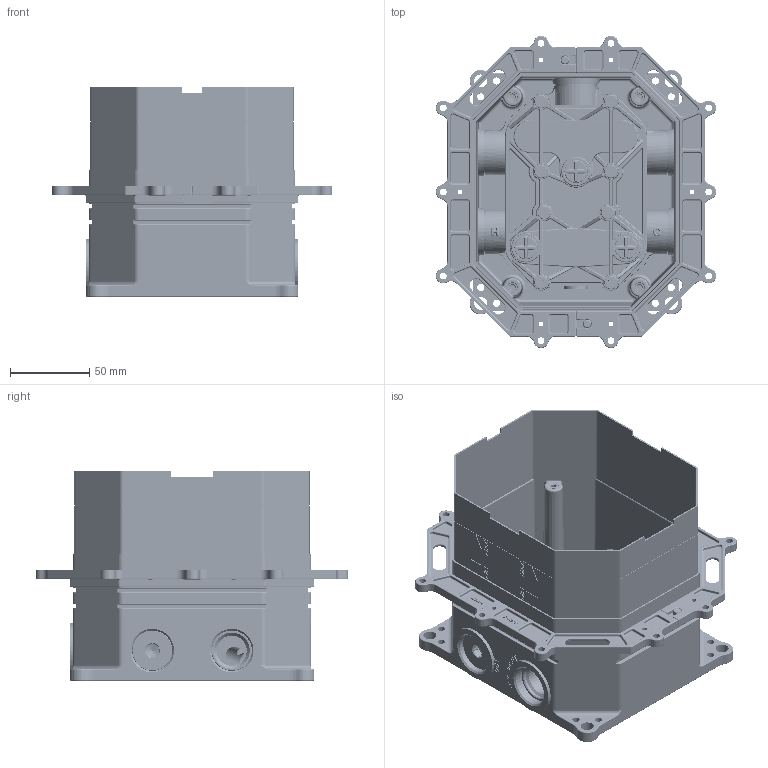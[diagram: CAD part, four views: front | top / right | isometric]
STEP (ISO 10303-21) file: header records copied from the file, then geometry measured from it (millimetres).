
FILE_DESCRIPTION((''),'2;1');
FILE_NAME('CPBOX001','2021-11-08T08:46:24',('ut3'),('PAFFONI SpA'),'CREO PARAMETRIC BY PTC INC, 2020044','CREO PARAMETRIC BY PTC INC, 2020044','');
FILE_SCHEMA(('CONFIG_CONTROL_DESIGN','SHAPE_APPEARANCE_LAYERS_GROUPS'));
Products named in the file (1): CPBOX001
Bounding box: 176.5 x 196.5 x 132 mm (x, y, z)
Volume: 466735.4 mm3; surface area: 288284.2 mm2
Topology: 8 solids, 17 shells, 7673 faces, 18747 edges, 11311 vertices
Faces by surface type: plane 3172, cylinder 2006, bspline 1415, torus 568, cone 262, sphere 224, extrusion 26
Entity records: 360070 total; most frequent: CARTESIAN_POINT 130762, ORIENTED_EDGE 37438, DIRECTION 33056, EDGE_CURVE 18719, VERTEX_POINT 11311, AXIS2_PLACEMENT_3D 11278, VECTOR 10500, LINE 10474
